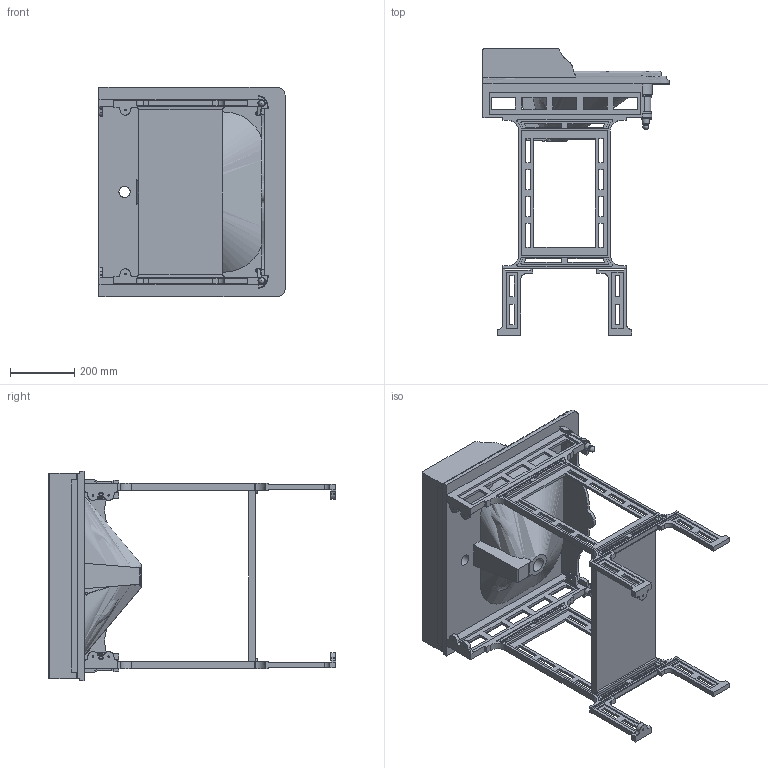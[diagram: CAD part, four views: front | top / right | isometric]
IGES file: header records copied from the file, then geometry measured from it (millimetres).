
Global section: file name: 2719; native system: AutoCAD 2016 - English; preprocessor: Autodesk Translation Framework DWG producer (atf_dwg_producer); organization: unknown; date: 20161027.163006; units: millimetre
Bounding box: 581 x 896 x 654.13 mm (x, y, z)
Volume: 15214232.2 mm3; surface area: 2596855 mm2
Topology: 2 solids, 19 shells, 1002 faces, 2831 edges, 1866 vertices
Faces by surface type: bspline 1002
